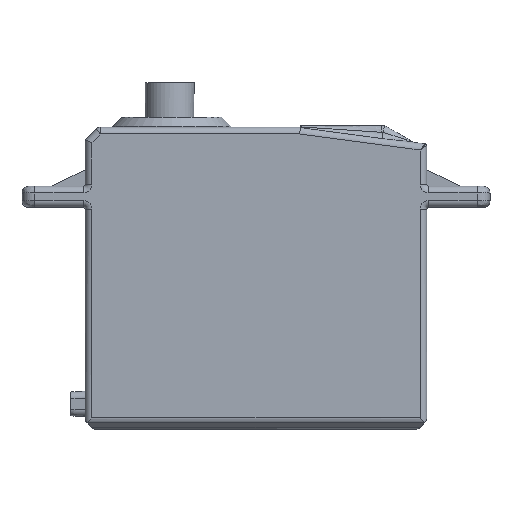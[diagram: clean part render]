
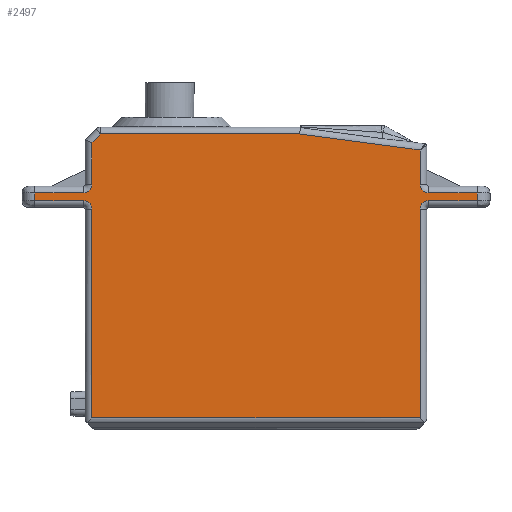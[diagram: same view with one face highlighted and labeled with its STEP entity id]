
A CAD part, top view. The second image highlights one B-rep face of the part: STEP entity #2497.
In plain terms, the highlighted planar face has unit normal (0, 0, 1).
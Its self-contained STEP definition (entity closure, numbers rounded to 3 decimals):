
#1232=CARTESIAN_POINT('',(19.45,33.1,10.0));
#1233=VERTEX_POINT('',#1232);
#1266=CARTESIAN_POINT('',(-19.45,29.,10.0));
#1267=VERTEX_POINT('',#1266);
#1275=CARTESIAN_POINT('',(-19.45,33.969,10.0));
#1276=VERTEX_POINT('',#1275);
#1277=CARTESIAN_POINT('',(-19.45,29.,10.0));
#1278=DIRECTION('',(0.0,1.0,0.0));
#1279=VECTOR('',#1278,4.969);
#1280=LINE('',#1277,#1279);
#1281=EDGE_CURVE('',#1267,#1276,#1280,.T.);
#1365=CARTESIAN_POINT('',(-18.419,35.0,10.0));
#1366=VERTEX_POINT('',#1365);
#1407=CARTESIAN_POINT('',(5.197,35.0,10.0));
#1408=VERTEX_POINT('',#1407);
#1409=CARTESIAN_POINT('',(-18.419,35.0,10.0));
#1410=DIRECTION('',(1.0,0.0,0.0));
#1411=VECTOR('',#1410,23.616);
#1412=LINE('',#1409,#1411);
#1413=EDGE_CURVE('',#1366,#1408,#1412,.T.);
#1434=CARTESIAN_POINT('',(5.197,35.0,10.0));
#1435=DIRECTION('',(0.991,-0.132,0.0));
#1436=VECTOR('',#1435,14.379);
#1437=LINE('',#1434,#1436);
#1438=EDGE_CURVE('',#1408,#1233,#1437,.T.);
#1473=CARTESIAN_POINT('',(-19.45,33.969,10.0));
#1474=DIRECTION('',(0.707,0.707,0.0));
#1475=VECTOR('',#1474,1.459);
#1476=LINE('',#1473,#1475);
#1477=EDGE_CURVE('',#1276,#1366,#1476,.T.);
#1519=CARTESIAN_POINT('',(-20.45,28.,10.0));
#1520=VERTEX_POINT('',#1519);
#1528=CARTESIAN_POINT('',(-20.45,29.,10.0));
#1529=DIRECTION('',(0.0,0.0,1.0));
#1530=DIRECTION('',(0.707,-0.707,0.0));
#1531=AXIS2_PLACEMENT_3D('',#1528,#1529,#1530);
#1532=CIRCLE('',#1531,1.0);
#1533=EDGE_CURVE('',#1520,#1267,#1532,.T.);
#1553=CARTESIAN_POINT('',(-26.25,28.,10.0));
#1554=VERTEX_POINT('',#1553);
#1562=CARTESIAN_POINT('',(-26.25,28.,10.0));
#1563=DIRECTION('',(1.0,0.0,0.0));
#1564=VECTOR('',#1563,5.8);
#1565=LINE('',#1562,#1564);
#1566=EDGE_CURVE('',#1554,#1520,#1565,.T.);
#1868=CARTESIAN_POINT('',(19.45,29.,10.0));
#1869=VERTEX_POINT('',#1868);
#1870=CARTESIAN_POINT('',(19.45,33.1,10.0));
#1871=DIRECTION('',(0.0,-1.0,0.0));
#1872=VECTOR('',#1871,4.1);
#1873=LINE('',#1870,#1872);
#1874=EDGE_CURVE('',#1233,#1869,#1873,.T.);
#1899=CARTESIAN_POINT('',(20.45,28.,10.0));
#1900=VERTEX_POINT('',#1899);
#1918=CARTESIAN_POINT('',(20.45,29.,10.0));
#1919=DIRECTION('',(0.0,0.0,1.0));
#1920=DIRECTION('',(-0.707,-0.707,0.0));
#1921=AXIS2_PLACEMENT_3D('',#1918,#1919,#1920);
#1922=CIRCLE('',#1921,1.0);
#1923=EDGE_CURVE('',#1869,#1900,#1922,.T.);
#1933=CARTESIAN_POINT('',(26.25,28.,10.0));
#1934=VERTEX_POINT('',#1933);
#1951=CARTESIAN_POINT('',(20.45,28.,10.0));
#1952=DIRECTION('',(1.0,0.0,0.0));
#1953=VECTOR('',#1952,5.8);
#1954=LINE('',#1951,#1953);
#1955=EDGE_CURVE('',#1900,#1934,#1954,.T.);
#2397=CARTESIAN_POINT('',(26.25,27.1,10.0));
#2398=VERTEX_POINT('',#2397);
#2399=CARTESIAN_POINT('',(26.25,28.,10.0));
#2400=DIRECTION('',(0.0,-1.0,0.0));
#2401=VECTOR('',#2400,0.9);
#2402=LINE('',#2399,#2401);
#2403=EDGE_CURVE('',#1934,#2398,#2402,.T.);
#2416=CARTESIAN_POINT('',(-20.25,0.0,10.0));
#2417=DIRECTION('',(0.0,0.0,1.0));
#2418=DIRECTION('',(1.0,0.0,0.0));
#2419=AXIS2_PLACEMENT_3D('',#2416,#2417,#2418);
#2420=PLANE('',#2419);
#2421=ORIENTED_EDGE('',*,*,#1955,.F.);
#2422=ORIENTED_EDGE('',*,*,#1923,.F.);
#2423=ORIENTED_EDGE('',*,*,#1874,.F.);
#2424=ORIENTED_EDGE('',*,*,#1438,.F.);
#2425=ORIENTED_EDGE('',*,*,#1413,.F.);
#2426=ORIENTED_EDGE('',*,*,#1477,.F.);
#2427=ORIENTED_EDGE('',*,*,#1281,.F.);
#2428=ORIENTED_EDGE('',*,*,#1533,.F.);
#2429=ORIENTED_EDGE('',*,*,#1566,.F.);
#2430=CARTESIAN_POINT('',(-26.25,27.1,10.0));
#2431=VERTEX_POINT('',#2430);
#2432=CARTESIAN_POINT('',(-26.25,27.1,10.0));
#2433=DIRECTION('',(0.0,1.0,0.0));
#2434=VECTOR('',#2433,0.9);
#2435=LINE('',#2432,#2434);
#2436=EDGE_CURVE('',#2431,#1554,#2435,.T.);
#2437=ORIENTED_EDGE('',*,*,#2436,.F.);
#2438=CARTESIAN_POINT('',(-20.45,27.1,10.0));
#2439=VERTEX_POINT('',#2438);
#2440=CARTESIAN_POINT('',(-20.45,27.1,10.0));
#2441=DIRECTION('',(-1.0,0.0,0.0));
#2442=VECTOR('',#2441,5.8);
#2443=LINE('',#2440,#2442);
#2444=EDGE_CURVE('',#2439,#2431,#2443,.T.);
#2445=ORIENTED_EDGE('',*,*,#2444,.F.);
#2446=CARTESIAN_POINT('',(-19.45,26.1,10.0));
#2447=VERTEX_POINT('',#2446);
#2448=CARTESIAN_POINT('',(-20.45,26.1,10.0));
#2449=DIRECTION('',(0.0,0.0,1.0));
#2450=DIRECTION('',(0.707,0.707,0.0));
#2451=AXIS2_PLACEMENT_3D('',#2448,#2449,#2450);
#2452=CIRCLE('',#2451,1.0);
#2453=EDGE_CURVE('',#2447,#2439,#2452,.T.);
#2454=ORIENTED_EDGE('',*,*,#2453,.F.);
#2455=CARTESIAN_POINT('',(-19.45,1.331,10.0));
#2456=VERTEX_POINT('',#2455);
#2457=CARTESIAN_POINT('',(-19.45,1.331,10.0));
#2458=DIRECTION('',(0.0,1.0,0.0));
#2459=VECTOR('',#2458,24.769);
#2460=LINE('',#2457,#2459);
#2461=EDGE_CURVE('',#2456,#2447,#2460,.T.);
#2462=ORIENTED_EDGE('',*,*,#2461,.F.);
#2463=CARTESIAN_POINT('',(19.45,1.331,10.0));
#2464=VERTEX_POINT('',#2463);
#2465=CARTESIAN_POINT('',(19.45,1.331,10.0));
#2466=DIRECTION('',(-1.0,0.0,0.0));
#2467=VECTOR('',#2466,38.9);
#2468=LINE('',#2465,#2467);
#2469=EDGE_CURVE('',#2464,#2456,#2468,.T.);
#2470=ORIENTED_EDGE('',*,*,#2469,.F.);
#2471=CARTESIAN_POINT('',(19.45,26.1,10.0));
#2472=VERTEX_POINT('',#2471);
#2473=CARTESIAN_POINT('',(19.45,26.1,10.0));
#2474=DIRECTION('',(0.0,-1.0,0.0));
#2475=VECTOR('',#2474,24.769);
#2476=LINE('',#2473,#2475);
#2477=EDGE_CURVE('',#2472,#2464,#2476,.T.);
#2478=ORIENTED_EDGE('',*,*,#2477,.F.);
#2479=CARTESIAN_POINT('',(20.45,27.1,10.0));
#2480=VERTEX_POINT('',#2479);
#2481=CARTESIAN_POINT('',(20.45,26.1,10.0));
#2482=DIRECTION('',(0.0,0.0,1.0));
#2483=DIRECTION('',(-0.707,0.707,0.0));
#2484=AXIS2_PLACEMENT_3D('',#2481,#2482,#2483);
#2485=CIRCLE('',#2484,1.0);
#2486=EDGE_CURVE('',#2480,#2472,#2485,.T.);
#2487=ORIENTED_EDGE('',*,*,#2486,.F.);
#2488=CARTESIAN_POINT('',(26.25,27.1,10.0));
#2489=DIRECTION('',(-1.0,0.0,0.0));
#2490=VECTOR('',#2489,5.8);
#2491=LINE('',#2488,#2490);
#2492=EDGE_CURVE('',#2398,#2480,#2491,.T.);
#2493=ORIENTED_EDGE('',*,*,#2492,.F.);
#2494=ORIENTED_EDGE('',*,*,#2403,.F.);
#2495=EDGE_LOOP('',(#2421,#2422,#2423,#2424,#2425,#2426,#2427,#2428,#2429,#2437,#2445,#2454,#2462,#2470,#2478,#2487,#2493,#2494));
#2496=FACE_OUTER_BOUND('',#2495,.T.);
#2497=ADVANCED_FACE('',(#2496),#2420,.T.);
